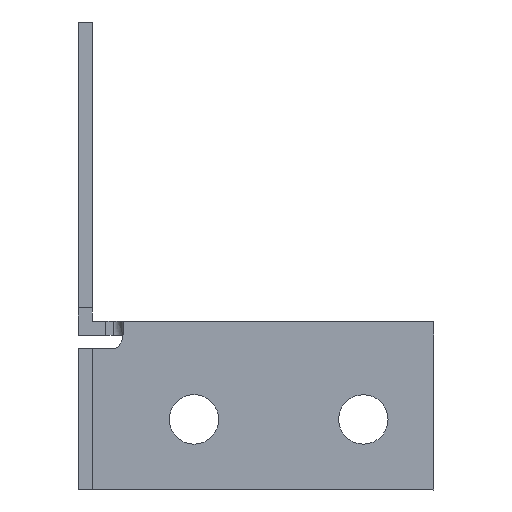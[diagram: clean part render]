
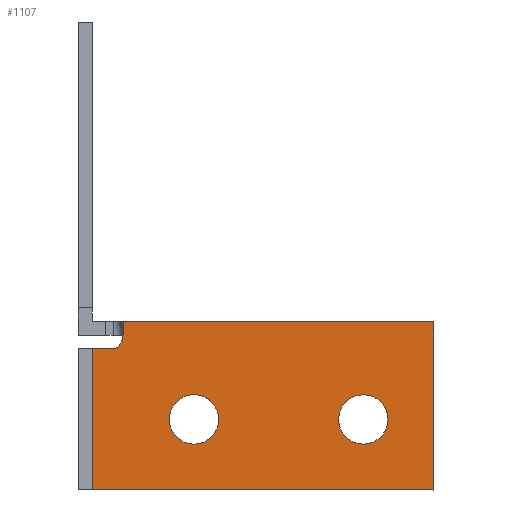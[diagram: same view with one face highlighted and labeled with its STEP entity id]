
A CAD part, front view. The second image highlights one B-rep face of the part: STEP entity #1107.
In plain terms, the highlighted planar face has unit normal (0, -1, 0).
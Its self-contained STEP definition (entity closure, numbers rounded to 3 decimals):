
#33=B_SPLINE_CURVE_WITH_KNOTS('',3,(#1557,#1558,#1559,#1560,#1561,#1562),
 .UNSPECIFIED.,.F.,.F.,(4,2,4),(-35.888,-35.617,-35.266),
 .UNSPECIFIED.);
#34=B_SPLINE_CURVE_WITH_KNOTS('',3,(#1566,#1567,#1568,#1569,#1570,#1571),
 .UNSPECIFIED.,.F.,.F.,(4,2,4),(0.624,0.883,0.885),
 .UNSPECIFIED.);
#35=B_SPLINE_CURVE_WITH_KNOTS('',3,(#1573,#1574,#1575,#1576,#1577,#1578,
#1579,#1580,#1581,#1582,#1583,#1584),.UNSPECIFIED.,.F.,.F.,(4,2,2,2,2,4),
(-0.481,-0.378,-0.273,-0.183,
-0.111,-0.019),.UNSPECIFIED.);
#55=FACE_BOUND('',#162,.T.);
#56=FACE_BOUND('',#163,.T.);
#79=CIRCLE('',#1189,7.);
#80=CIRCLE('',#1190,7.);
#103=FACE_OUTER_BOUND('',#161,.T.);
#161=EDGE_LOOP('',(#757,#758,#759,#760,#761,#762,#763,#764,#765,#766));
#162=EDGE_LOOP('',(#767));
#163=EDGE_LOOP('',(#768));
#242=LINE('',#1539,#360);
#243=LINE('',#1542,#361);
#248=LINE('',#1564,#366);
#249=LINE('',#1586,#367);
#250=LINE('',#1587,#368);
#251=LINE('',#1589,#369);
#252=LINE('',#1590,#370);
#360=VECTOR('',#1267,10.);
#361=VECTOR('',#1270,10.);
#366=VECTOR('',#1281,10.);
#367=VECTOR('',#1282,10.);
#368=VECTOR('',#1283,10.);
#369=VECTOR('',#1284,10.);
#370=VECTOR('',#1285,10.);
#474=VERTEX_POINT('',#1529);
#478=VERTEX_POINT('',#1537);
#479=VERTEX_POINT('',#1541);
#485=VERTEX_POINT('',#1555);
#486=VERTEX_POINT('',#1556);
#487=VERTEX_POINT('',#1563);
#488=VERTEX_POINT('',#1565);
#489=VERTEX_POINT('',#1572);
#490=VERTEX_POINT('',#1585);
#491=VERTEX_POINT('',#1588);
#492=VERTEX_POINT('',#1591);
#493=VERTEX_POINT('',#1593);
#586=EDGE_CURVE('',#474,#478,#242,.T.);
#587=EDGE_CURVE('',#474,#479,#243,.T.);
#594=EDGE_CURVE('',#485,#486,#33,.T.);
#595=EDGE_CURVE('',#487,#486,#248,.T.);
#596=EDGE_CURVE('',#488,#487,#34,.T.);
#597=EDGE_CURVE('',#489,#488,#35,.F.);
#598=EDGE_CURVE('',#489,#490,#249,.T.);
#599=EDGE_CURVE('',#490,#479,#250,.T.);
#600=EDGE_CURVE('',#491,#478,#251,.T.);
#601=EDGE_CURVE('',#485,#491,#252,.T.);
#602=EDGE_CURVE('',#492,#492,#79,.T.);
#603=EDGE_CURVE('',#493,#493,#80,.T.);
#757=ORIENTED_EDGE('',*,*,#594,.T.);
#758=ORIENTED_EDGE('',*,*,#595,.F.);
#759=ORIENTED_EDGE('',*,*,#596,.F.);
#760=ORIENTED_EDGE('',*,*,#597,.F.);
#761=ORIENTED_EDGE('',*,*,#598,.T.);
#762=ORIENTED_EDGE('',*,*,#599,.T.);
#763=ORIENTED_EDGE('',*,*,#587,.F.);
#764=ORIENTED_EDGE('',*,*,#586,.T.);
#765=ORIENTED_EDGE('',*,*,#600,.F.);
#766=ORIENTED_EDGE('',*,*,#601,.F.);
#767=ORIENTED_EDGE('',*,*,#602,.T.);
#768=ORIENTED_EDGE('',*,*,#603,.T.);
#1069=PLANE('',#1188);
#1107=ADVANCED_FACE('',(#103,#55,#56),#1069,.T.);
#1188=AXIS2_PLACEMENT_3D('',#1554,#1279,#1280);
#1189=AXIS2_PLACEMENT_3D('',#1592,#1286,#1287);
#1190=AXIS2_PLACEMENT_3D('',#1594,#1288,#1289);
#1267=DIRECTION('',(1.,0.,0.));
#1270=DIRECTION('',(0.,0.,1.));
#1279=DIRECTION('center_axis',(0.,-1.,0.));
#1280=DIRECTION('ref_axis',(0.,0.,-1.));
#1281=DIRECTION('',(1.,0.,0.));
#1282=DIRECTION('',(-1.,0.,0.));
#1283=DIRECTION('',(-1.,0.,0.));
#1284=DIRECTION('',(-1.,0.,0.));
#1285=DIRECTION('',(0.,0.,-1.));
#1286=DIRECTION('center_axis',(0.,1.,0.));
#1287=DIRECTION('ref_axis',(1.,0.,0.));
#1288=DIRECTION('center_axis',(0.,1.,0.));
#1289=DIRECTION('ref_axis',(1.,0.,0.));
#1529=CARTESIAN_POINT('',(-96.84,-51.625,0.001));
#1537=CARTESIAN_POINT('',(-92.84,-51.624,0.));
#1539=CARTESIAN_POINT('',(-45.503,-51.621,-0.003));
#1541=CARTESIAN_POINT('',(-96.837,-51.625,40.001));
#1542=CARTESIAN_POINT('',(-96.835,-51.625,68.001));
#1554=CARTESIAN_POINT('Origin',(-90.998,-51.624,68.));
#1555=CARTESIAN_POINT('',(0.,-51.618,40.012));
#1556=CARTESIAN_POINT('',(0.,-51.618,47.812));
#1557=CARTESIAN_POINT('Ctrl Pts',(0.,-51.618,
40.012));
#1558=CARTESIAN_POINT('Ctrl Pts',(0.,-51.618,
41.143));
#1559=CARTESIAN_POINT('Ctrl Pts',(0.,-51.618,
42.274));
#1560=CARTESIAN_POINT('Ctrl Pts',(0.,-51.618,
44.873));
#1561=CARTESIAN_POINT('Ctrl Pts',(0.,-51.618,
46.364));
#1562=CARTESIAN_POINT('Ctrl Pts',(0.,-51.618,
47.812));
#1563=CARTESIAN_POINT('',(-88.,-51.624,47.812));
#1564=CARTESIAN_POINT('',(-90.998,-51.624,47.812));
#1565=CARTESIAN_POINT('',(-88.,-51.624,45.217));
#1566=CARTESIAN_POINT('Ctrl Pts',(-88.,-51.624,45.217));
#1567=CARTESIAN_POINT('Ctrl Pts',(-88.,-51.624,46.182));
#1568=CARTESIAN_POINT('Ctrl Pts',(-88.,-51.624,47.07));
#1569=CARTESIAN_POINT('Ctrl Pts',(-88.,-51.624,47.804));
#1570=CARTESIAN_POINT('Ctrl Pts',(-88.,-51.624,47.808));
#1571=CARTESIAN_POINT('Ctrl Pts',(-88.,-51.624,47.812));
#1572=CARTESIAN_POINT('',(-90.82,-51.624,40.));
#1573=CARTESIAN_POINT('Ctrl Pts',(-88.,-51.624,45.217));
#1574=CARTESIAN_POINT('Ctrl Pts',(-88.,-51.624,44.666));
#1575=CARTESIAN_POINT('Ctrl Pts',(-88.031,-51.624,44.103));
#1576=CARTESIAN_POINT('Ctrl Pts',(-88.201,-51.624,42.996));
#1577=CARTESIAN_POINT('Ctrl Pts',(-88.345,-51.624,42.44));
#1578=CARTESIAN_POINT('Ctrl Pts',(-88.771,-51.624,41.488));
#1579=CARTESIAN_POINT('Ctrl Pts',(-89.003,-51.624,41.138));
#1580=CARTESIAN_POINT('Ctrl Pts',(-89.446,-51.624,40.644));
#1581=CARTESIAN_POINT('Ctrl Pts',(-89.672,-51.624,40.449));
#1582=CARTESIAN_POINT('Ctrl Pts',(-90.251,-51.624,40.108));
#1583=CARTESIAN_POINT('Ctrl Pts',(-90.526,-51.624,40.041));
#1584=CARTESIAN_POINT('Ctrl Pts',(-90.82,-51.624,40.));
#1585=CARTESIAN_POINT('',(-92.837,-51.624,40.));
#1586=CARTESIAN_POINT('',(-91.,-51.624,40.));
#1587=CARTESIAN_POINT('',(-93.919,-51.624,40.));
#1588=CARTESIAN_POINT('',(-0.003,-51.618,-0.006));
#1589=CARTESIAN_POINT('',(-182.003,-51.63,0.006));
#1590=CARTESIAN_POINT('',(-0.003,-51.618,-0.006));
#1591=CARTESIAN_POINT('',(-27.001,-51.62,19.996));
#1592=CARTESIAN_POINT('Origin',(-20.001,-51.619,19.995));
#1593=CARTESIAN_POINT('',(-75.001,-51.623,19.999));
#1594=CARTESIAN_POINT('Origin',(-68.001,-51.623,19.999));
